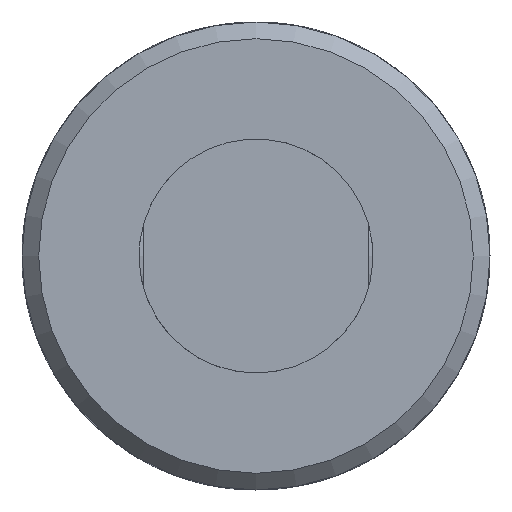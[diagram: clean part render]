
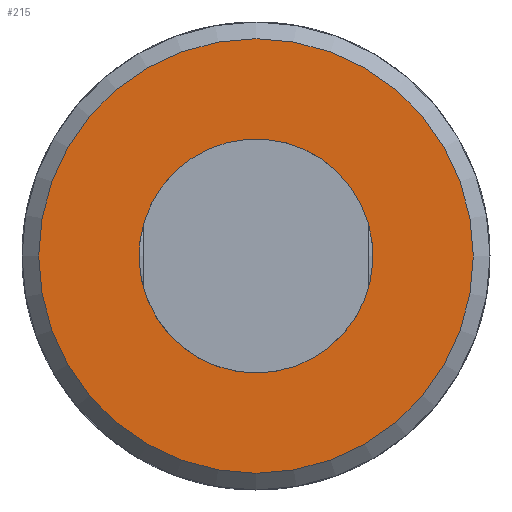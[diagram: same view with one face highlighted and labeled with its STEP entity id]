
A CAD part, left-side view. The second image highlights one B-rep face of the part: STEP entity #215.
In plain terms, the highlighted planar face has unit normal (-1, 0, 0).
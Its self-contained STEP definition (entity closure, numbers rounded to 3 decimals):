
#215 = ADVANCED_FACE( '', ( #442, #443 ), #444, .F. );
#442 = FACE_OUTER_BOUND( '', #728, .T. );
#443 = FACE_BOUND( '', #729, .T. );
#444 = PLANE( '', #730 );
#728 = EDGE_LOOP( '', ( #1067 ) );
#729 = EDGE_LOOP( '', ( #1068 ) );
#730 = AXIS2_PLACEMENT_3D( '', #1069, #1070, #1071 );
#1067 = ORIENTED_EDGE( '', *, *, #1593, .F. );
#1068 = ORIENTED_EDGE( '', *, *, #1553, .T. );
#1069 = CARTESIAN_POINT( '', ( 0., 0., 0. ) );
#1070 = DIRECTION( '', ( 1., 0., 0. ) );
#1071 = DIRECTION( '', ( 0., 0., -1. ) );
#1553 = EDGE_CURVE( '', #1789, #1789, #1790, .T. );
#1593 = EDGE_CURVE( '', #1856, #1856, #1857, .T. );
#1789 = VERTEX_POINT( '', #2162 );
#1790 = CIRCLE( '', #2163, 7. );
#1856 = VERTEX_POINT( '', #2481 );
#1857 = CIRCLE( '', #2482, 13. );
#2162 = CARTESIAN_POINT( '', ( 0., 0., -7. ) );
#2163 = AXIS2_PLACEMENT_3D( '', #3416, #3417, #3418 );
#2481 = CARTESIAN_POINT( '', ( 0., 0., -13. ) );
#2482 = AXIS2_PLACEMENT_3D( '', #3464, #3465, #3466 );
#3416 = CARTESIAN_POINT( '', ( 0., 0., 0. ) );
#3417 = DIRECTION( '', ( 1., 0., 0. ) );
#3418 = DIRECTION( '', ( 0., 0., -1. ) );
#3464 = CARTESIAN_POINT( '', ( 0., 0., 0. ) );
#3465 = DIRECTION( '', ( 1., 0., 0. ) );
#3466 = DIRECTION( '', ( 0., 0., -1. ) );
